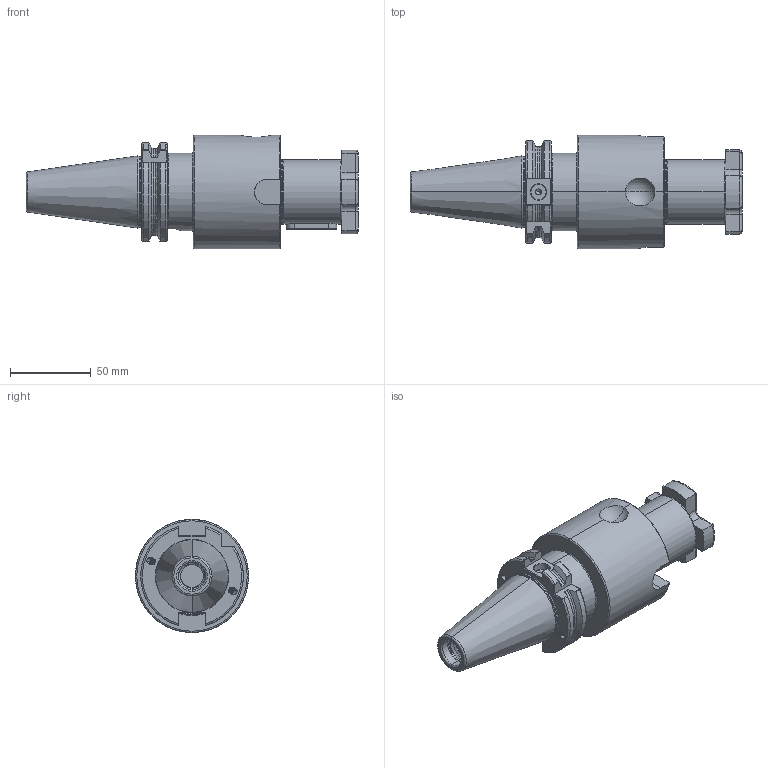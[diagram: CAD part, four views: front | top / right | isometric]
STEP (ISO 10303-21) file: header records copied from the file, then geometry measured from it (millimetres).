
FILE_DESCRIPTION (( 'STEP AP203' ), '1' );
FILE_NAME ('403.10.40.1.STEP', '2016-07-23T00:59:47', ( '' ), ( '' ), 'SwSTEP 2.0', 'SolidWorks 2012', '' );
FILE_SCHEMA (( 'CONFIG_CONTROL_DESIGN' ));
Length unit declared in the file: millimetre
Products named in the file (4): 403.10.40.1; 十字螺絲FMB40; SC40用鍵_10x8x32L
Assembly tree (3 placements, depth 2):
  403.10.40.1
    403.10.40.1
    十字螺絲FMB40
    SC40用鍵_10x8x32L
Bounding box: 205.4 x 70 x 70 mm (x, y, z)
Volume: 374049.9 mm3; surface area: 61872 mm2
Topology: 3 solids, 3 shells, 406 faces, 1069 edges, 666 vertices
Faces by surface type: cylinder 192, plane 80, torus 54, cone 45, bspline 33, sphere 2
Entity records: 26183 total; most frequent: CARTESIAN_POINT 16876, ORIENTED_EDGE 2118, DIRECTION 1617, EDGE_CURVE 1059, VERTEX_POINT 666, AXIS2_PLACEMENT_3D 625, EDGE_LOOP 421, ADVANCED_FACE 406
